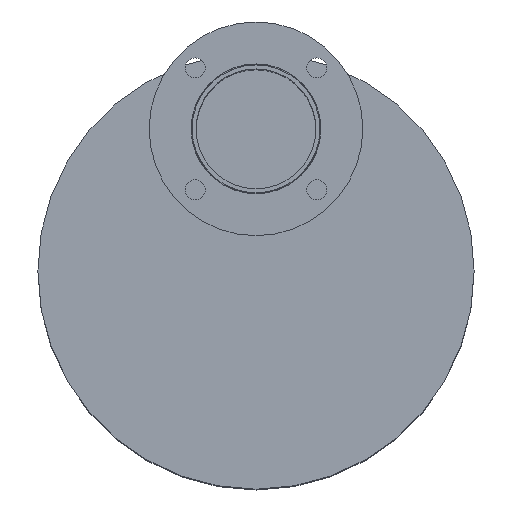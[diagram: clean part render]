
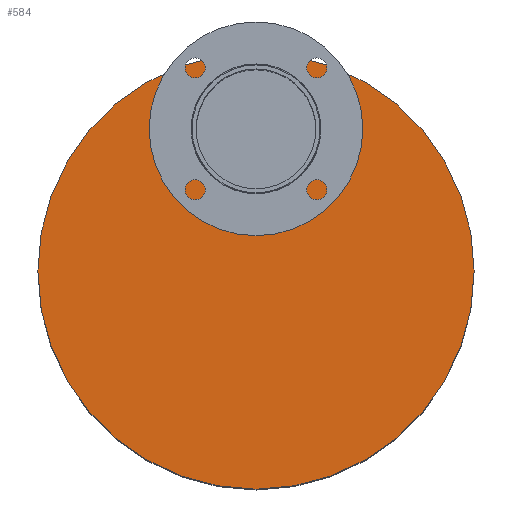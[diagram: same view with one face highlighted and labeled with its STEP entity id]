
A CAD part, top view. The second image highlights one B-rep face of the part: STEP entity #584.
In plain terms, the highlighted planar face has unit normal (0, 0, 1).
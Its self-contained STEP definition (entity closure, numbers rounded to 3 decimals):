
#48=PLANE('',#686);
#106=FACE_BOUND('',#249,.T.);
#150=FACE_OUTER_BOUND('',#248,.T.);
#248=EDGE_LOOP('',(#508));
#249=EDGE_LOOP('',(#509));
#304=CIRCLE('',#681,58.15);
#306=CIRCLE('',#684,195.);
#356=VERTEX_POINT('',#1016);
#358=VERTEX_POINT('',#1021);
#408=EDGE_CURVE('',#356,#356,#304,.T.);
#410=EDGE_CURVE('',#358,#358,#306,.T.);
#508=ORIENTED_EDGE('',*,*,#410,.F.);
#509=ORIENTED_EDGE('',*,*,#408,.T.);
#584=ADVANCED_FACE('',(#150,#106),#48,.F.);
#681=AXIS2_PLACEMENT_3D('',#1017,#860,#861);
#684=AXIS2_PLACEMENT_3D('',#1022,#866,#867);
#686=AXIS2_PLACEMENT_3D('',#1025,#870,#871);
#860=DIRECTION('center_axis',(0.,0.,-1.));
#861=DIRECTION('ref_axis',(-1.,0.,0.));
#866=DIRECTION('center_axis',(0.,0.,-1.));
#867=DIRECTION('ref_axis',(-1.,0.,0.));
#870=DIRECTION('center_axis',(0.,0.,-1.));
#871=DIRECTION('ref_axis',(-1.,0.,0.));
#1016=CARTESIAN_POINT('',(58.15,127.,404.));
#1017=CARTESIAN_POINT('Origin',(0.,127.,404.));
#1021=CARTESIAN_POINT('',(195.,0.,404.));
#1022=CARTESIAN_POINT('Origin',(0.,0.,404.));
#1025=CARTESIAN_POINT('Origin',(0.,0.,404.));
